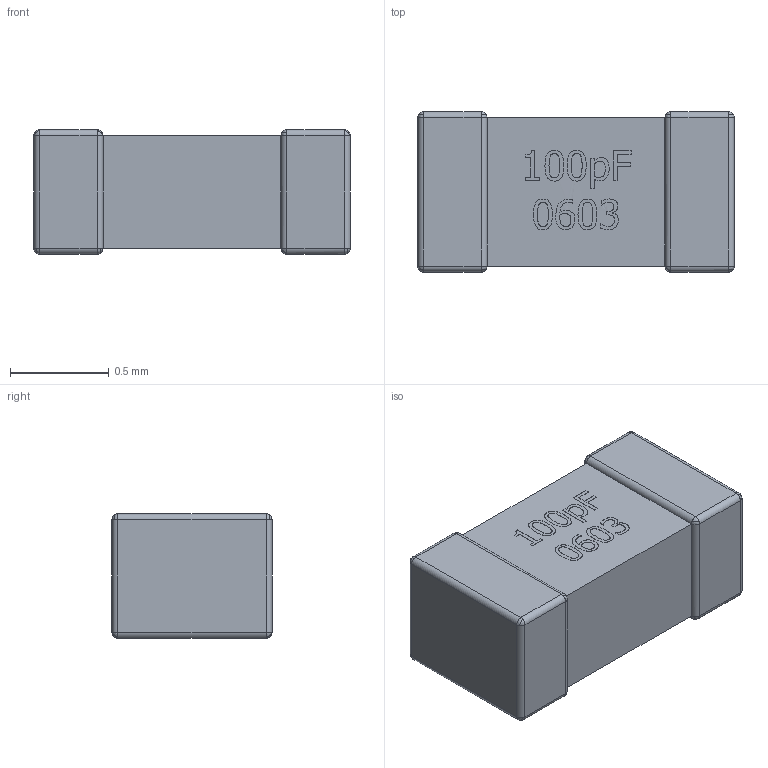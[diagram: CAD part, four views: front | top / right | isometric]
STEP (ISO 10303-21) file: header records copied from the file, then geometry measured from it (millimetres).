
FILE_DESCRIPTION (( 'STEP AP214' ), '1' );
FILE_NAME ('User Library-100pF Capacitors SMD 0603.STEP', '2017-07-28T08:59:44', ( 'Windows User' ), ( '' ), 'SwSTEP 2.0', 'SolidWorks 2017', '' );
FILE_SCHEMA (( 'AUTOMOTIVE_DESIGN' ));
Length unit declared in the file: millimetre
Products named in the file (1): User Library-100pF Capacitors SMD 0603
Bounding box: 1.6 x 0.81 x 0.63 mm (x, y, z)
Volume: 0.7 mm3; surface area: 5.4 mm2
Topology: 1 solids, 1 shells, 216 faces, 570 edges, 339 vertices
Faces by surface type: bspline 127, plane 65, cylinder 24
Entity records: 9653 total; most frequent: CARTESIAN_POINT 2810, ORIENTED_EDGE 1076, DIRECTION 639, EDGE_CURVE 538, VERTEX_POINT 339, LINE 235, VECTOR 235, EDGE_LOOP 231
